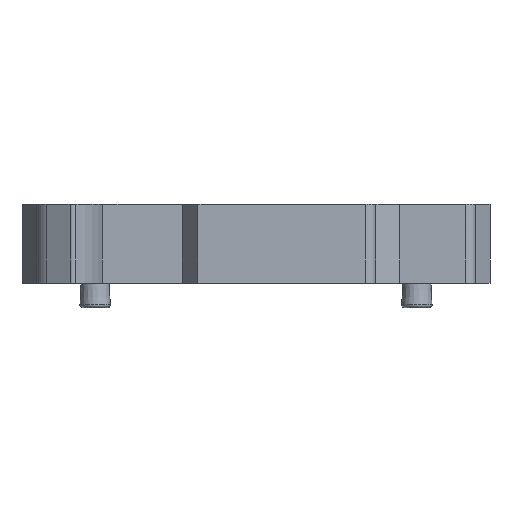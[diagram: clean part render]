
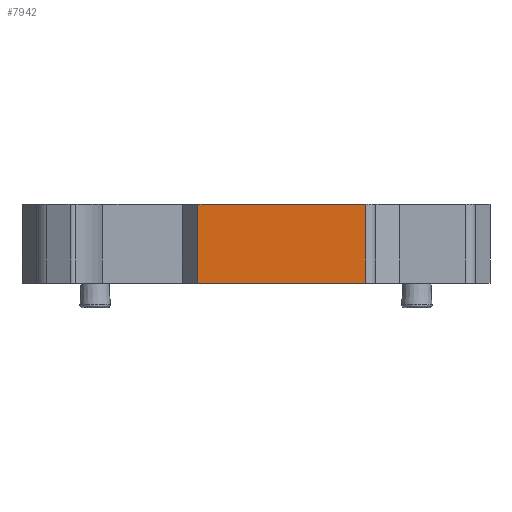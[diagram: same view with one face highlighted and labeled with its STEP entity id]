
A CAD part, front view. The second image highlights one B-rep face of the part: STEP entity #7942.
In plain terms, the highlighted planar face has unit normal (0, -1, 0).
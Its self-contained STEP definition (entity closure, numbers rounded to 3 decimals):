
#51=DIRECTION('',(1.,0.,0.));
#52=VECTOR('',#51,17.21);
#53=CARTESIAN_POINT('',(-5.95,-45.5,0.));
#54=LINE('',#53,#52);
#1232=DIRECTION('',(1.,0.,0.));
#1233=VECTOR('',#1232,17.21);
#1234=CARTESIAN_POINT('',(-5.95,-45.5,-8.1));
#1235=LINE('',#1234,#1233);
#2813=DIRECTION('',(0.,0.,1.));
#2814=VECTOR('',#2813,8.1);
#2815=CARTESIAN_POINT('',(11.26,-45.5,-8.1));
#2816=LINE('',#2815,#2814);
#2817=DIRECTION('',(0.,0.,1.));
#2818=VECTOR('',#2817,8.1);
#2819=CARTESIAN_POINT('',(-5.95,-45.5,-8.1));
#2820=LINE('',#2819,#2818);
#4003=CARTESIAN_POINT('',(11.26,-45.5,0.));
#4004=VERTEX_POINT('',#4003);
#4005=CARTESIAN_POINT('',(-5.95,-45.5,0.));
#4007=VERTEX_POINT('',#4005);
#4029=CARTESIAN_POINT('',(11.26,-45.5,-8.1));
#4030=VERTEX_POINT('',#4029);
#4031=CARTESIAN_POINT('',(-5.95,-45.5,-8.1));
#4033=VERTEX_POINT('',#4031);
#7930=CARTESIAN_POINT('',(-24.,-45.5,0.));
#7931=DIRECTION('',(0.,-1.,0.));
#7932=DIRECTION('',(1.,0.,0.));
#7933=AXIS2_PLACEMENT_3D('',#7930,#7931,#7932);
#7934=PLANE('',#7933);
#7936=ORIENTED_EDGE('',*,*,#7935,.F.);
#7937=ORIENTED_EDGE('',*,*,#5088,.F.);
#7938=ORIENTED_EDGE('',*,*,#7923,.T.);
#7939=ORIENTED_EDGE('',*,*,#4076,.T.);
#7940=EDGE_LOOP('',(#7936,#7937,#7938,#7939));
#7941=FACE_OUTER_BOUND('',#7940,.F.);
#7942=ADVANCED_FACE('',(#7941),#7934,.T.);
#4076=EDGE_CURVE('',#4007,#4004,#54,.T.);
#5088=EDGE_CURVE('',#4033,#4030,#1235,.T.);
#7923=EDGE_CURVE('',#4033,#4007,#2820,.T.);
#7935=EDGE_CURVE('',#4030,#4004,#2816,.T.);
